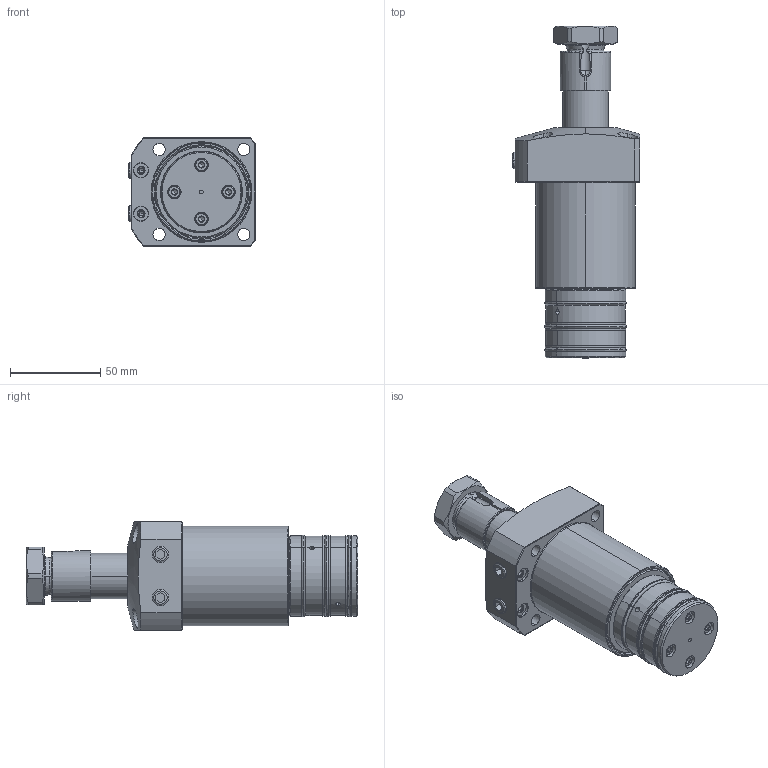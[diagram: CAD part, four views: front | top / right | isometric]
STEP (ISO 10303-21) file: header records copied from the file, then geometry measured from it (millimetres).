
FILE_DESCRIPTION (( 'STEP AP203' ), '1' );
FILE_NAME ('LHA0550-GRM.STEP', '2018-12-15T05:57:20', ( '微软用户' ), ( '微软中国' ), 'SwSTEP 2.0', 'SolidWorks 2012', '' );
FILE_SCHEMA (( 'CONFIG_CONTROL_DESIGN' ));
Length unit declared in the file: millimetre
Products named in the file (10): LHA0550-楓羔_DM); LHA0550-ů_; LHA0550-簸忣諍匏_; Rネジ1_8; LHA0480-玅帡椔溹; 6妏寠晅无倌_M4(35); LHA0550-GRM; LHA0550-槭暌滀S(蹬怮椔); LHA0550-咂衝椳紕_蹬怮椔); LHA0550-D菛巍
Assembly tree (13 placements, depth 2):
  LHA0550-GRM
    LHA0550-槭暌滀S(蹬怮椔)
    LHA0550-咂衝椳紕_蹬怮椔)
    LHA0550-D菛巍
    LHA0550-楓羔_DM)
    LHA0550-ů_
    LHA0550-簸忣諍匏_
    Rネジ1_8  x2
    LHA0480-玅帡椔溹
    6妏寠晅无倌_M4(35)  x4
Bounding box: 70.5 x 184 x 60 mm (x, y, z)
Volume: 342288.5 mm3; surface area: 63897.9 mm2
Topology: 16 solids, 16 shells, 514 faces, 1106 edges, 652 vertices
Faces by surface type: plane 170, cylinder 155, cone 123, torus 64, sphere 2
Entity records: 13534 total; most frequent: CARTESIAN_POINT 3101, DIRECTION 2108, ORIENTED_EDGE 1812, EDGE_CURVE 906, AXIS2_PLACEMENT_3D 894, VERTEX_POINT 557, EDGE_LOOP 475, CIRCLE 472
